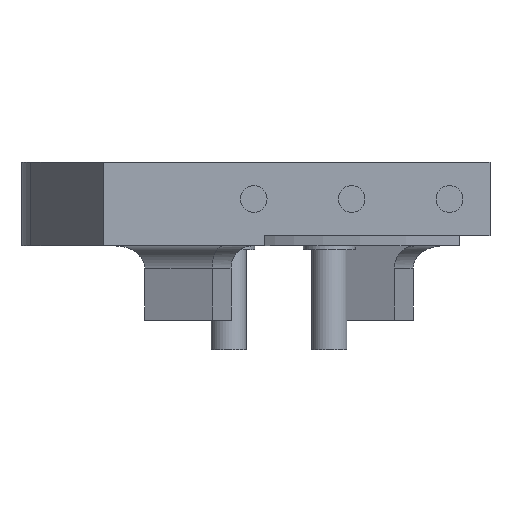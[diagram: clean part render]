
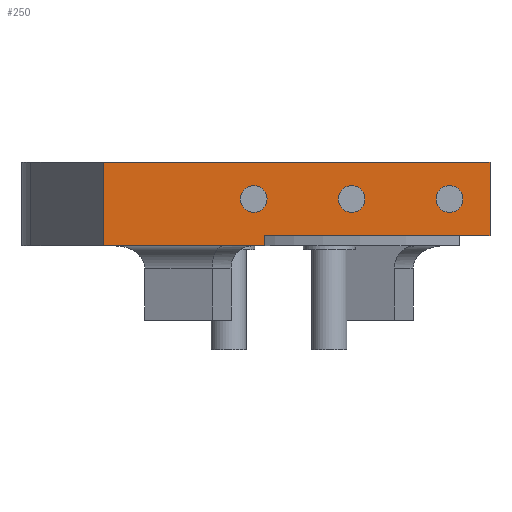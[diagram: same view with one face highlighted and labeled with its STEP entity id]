
A CAD part, front view. The second image highlights one B-rep face of the part: STEP entity #250.
In plain terms, the highlighted planar face has unit normal (0, -1, 0).
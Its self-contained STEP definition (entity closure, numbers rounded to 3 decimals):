
#14 = DIRECTION ( 'NONE',  ( -1., 0., 0. ) ) ;
#17 = ORIENTED_EDGE ( 'NONE', *, *, #262, .F. ) ;
#43 = CIRCLE ( 'NONE', #265, 1.8 ) ;
#154 = VERTEX_POINT ( 'NONE', #2553 ) ;
#173 = LINE ( 'NONE', #2568, #2197 ) ;
#174 = EDGE_CURVE ( 'NONE', #1989, #3679, #1828, .T. ) ;
#175 = CARTESIAN_POINT ( 'NONE',  ( 22.837, 0., 6.325 ) ) ;
#181 = DIRECTION ( 'NONE',  ( 0., 0., -1. ) ) ;
#250 = ADVANCED_FACE ( 'NONE', ( #1529, #4020, #3323, #4414 ), #896, .T. ) ;
#262 = EDGE_CURVE ( 'NONE', #1926, #154, #3430, .T. ) ;
#263 = CARTESIAN_POINT ( 'NONE',  ( -3.523, 0., 6.325 ) ) ;
#265 = AXIS2_PLACEMENT_3D ( 'NONE', #263, #3055, #2301 ) ;
#338 = AXIS2_PLACEMENT_3D ( 'NONE', #1872, #3945, #1190 ) ;
#392 = AXIS2_PLACEMENT_3D ( 'NONE', #175, #2615, #4375 ) ;
#404 = EDGE_LOOP ( 'NONE', ( #3336, #3462 ) ) ;
#480 = CARTESIAN_POINT ( 'NONE',  ( 28.287, 0., 1.35 ) ) ;
#492 = VECTOR ( 'NONE', #2427, 1000. ) ;
#625 = CARTESIAN_POINT ( 'NONE',  ( -1.723, 0., 6.325 ) ) ;
#642 = VECTOR ( 'NONE', #14, 1000. ) ;
#765 = CARTESIAN_POINT ( 'NONE',  ( -23.713, 0., 0. ) ) ;
#766 = EDGE_LOOP ( 'NONE', ( #3140, #2570 ) ) ;
#849 = DIRECTION ( 'NONE',  ( 0., 0., -1. ) ) ;
#867 = DIRECTION ( 'NONE',  ( 0., -1., 0. ) ) ;
#896 = PLANE ( 'NONE',  #3365 ) ;
#938 = VERTEX_POINT ( 'NONE', #3509 ) ;
#1061 = EDGE_CURVE ( 'NONE', #3679, #2438, #1583, .T. ) ;
#1097 = VECTOR ( 'NONE', #849, 1000. ) ;
#1158 = CARTESIAN_POINT ( 'NONE',  ( 28.287, 0., 11.3 ) ) ;
#1190 = DIRECTION ( 'NONE',  ( 1., 0., 0. ) ) ;
#1252 = ORIENTED_EDGE ( 'NONE', *, *, #2800, .F. ) ;
#1445 = VERTEX_POINT ( 'NONE', #1484 ) ;
#1477 = VERTEX_POINT ( 'NONE', #3973 ) ;
#1484 = CARTESIAN_POINT ( 'NONE',  ( 11.457, 0., 6.325 ) ) ;
#1493 = CARTESIAN_POINT ( 'NONE',  ( -2.004, 0., 0. ) ) ;
#1529 = FACE_BOUND ( 'NONE', #3460, .T. ) ;
#1531 = CIRCLE ( 'NONE', #338, 1.8 ) ;
#1583 = LINE ( 'NONE', #2936, #1097 ) ;
#1669 = CIRCLE ( 'NONE', #2566, 1.8 ) ;
#1828 = LINE ( 'NONE', #3182, #642 ) ;
#1872 = CARTESIAN_POINT ( 'NONE',  ( 9.657, 0., 6.325 ) ) ;
#1915 = CARTESIAN_POINT ( 'NONE',  ( 22.837, 0., 6.325 ) ) ;
#1926 = VERTEX_POINT ( 'NONE', #480 ) ;
#1973 = VECTOR ( 'NONE', #4457, 1000. ) ;
#1989 = VERTEX_POINT ( 'NONE', #1158 ) ;
#1990 = CARTESIAN_POINT ( 'NONE',  ( -23.713, 0., 11.3 ) ) ;
#2057 = EDGE_CURVE ( 'NONE', #938, #4420, #43, .T. ) ;
#2120 = EDGE_CURVE ( 'NONE', #154, #2358, #4471, .T. ) ;
#2197 = VECTOR ( 'NONE', #3982, 1000. ) ;
#2204 = EDGE_CURVE ( 'NONE', #2358, #2438, #3487, .T. ) ;
#2223 = CARTESIAN_POINT ( 'NONE',  ( 9.657, 0., 6.325 ) ) ;
#2262 = CARTESIAN_POINT ( 'NONE',  ( 24.637, 0., 6.325 ) ) ;
#2301 = DIRECTION ( 'NONE',  ( 1., 0., 0. ) ) ;
#2343 = EDGE_CURVE ( 'NONE', #1477, #3168, #1669, .T. ) ;
#2358 = VERTEX_POINT ( 'NONE', #1493 ) ;
#2399 = ORIENTED_EDGE ( 'NONE', *, *, #174, .T. ) ;
#2427 = DIRECTION ( 'NONE',  ( -1., 0., 0. ) ) ;
#2438 = VERTEX_POINT ( 'NONE', #765 ) ;
#2447 = EDGE_CURVE ( 'NONE', #3168, #1477, #2649, .T. ) ;
#2542 = DIRECTION ( 'NONE',  ( 1., 0., 0. ) ) ;
#2553 = CARTESIAN_POINT ( 'NONE',  ( -2.004, 0., 1.35 ) ) ;
#2566 = AXIS2_PLACEMENT_3D ( 'NONE', #1915, #2871, #2542 ) ;
#2568 = CARTESIAN_POINT ( 'NONE',  ( 28.287, 0., 11.3 ) ) ;
#2570 = ORIENTED_EDGE ( 'NONE', *, *, #3581, .F. ) ;
#2615 = DIRECTION ( 'NONE',  ( 0., -1., 0. ) ) ;
#2649 = CIRCLE ( 'NONE', #392, 1.8 ) ;
#2675 = EDGE_LOOP ( 'NONE', ( #3409, #3629, #17, #1252, #2399, #3948 ) ) ;
#2682 = VERTEX_POINT ( 'NONE', #3586 ) ;
#2694 = CARTESIAN_POINT ( 'NONE',  ( 0., 0., 1.35 ) ) ;
#2721 = CARTESIAN_POINT ( 'NONE',  ( -3.523, 0., 6.325 ) ) ;
#2800 = EDGE_CURVE ( 'NONE', #1989, #1926, #173, .T. ) ;
#2813 = EDGE_CURVE ( 'NONE', #1445, #2682, #3670, .T. ) ;
#2871 = DIRECTION ( 'NONE',  ( 0., -1., 0. ) ) ;
#2929 = DIRECTION ( 'NONE',  ( 1., 0., 0. ) ) ;
#2936 = CARTESIAN_POINT ( 'NONE',  ( -23.713, 0., 11.3 ) ) ;
#2938 = ORIENTED_EDGE ( 'NONE', *, *, #2447, .F. ) ;
#3055 = DIRECTION ( 'NONE',  ( 0., -1., 0. ) ) ;
#3140 = ORIENTED_EDGE ( 'NONE', *, *, #2813, .F. ) ;
#3149 = AXIS2_PLACEMENT_3D ( 'NONE', #2223, #4347, #3633 ) ;
#3168 = VERTEX_POINT ( 'NONE', #2262 ) ;
#3182 = CARTESIAN_POINT ( 'NONE',  ( 28.287, 0., 11.3 ) ) ;
#3323 = FACE_BOUND ( 'NONE', #404, .T. ) ;
#3336 = ORIENTED_EDGE ( 'NONE', *, *, #4419, .F. ) ;
#3345 = CARTESIAN_POINT ( 'NONE',  ( 28.287, 0., 11.3 ) ) ;
#3365 = AXIS2_PLACEMENT_3D ( 'NONE', #3345, #867, #2929 ) ;
#3380 = AXIS2_PLACEMENT_3D ( 'NONE', #2721, #4109, #3472 ) ;
#3409 = ORIENTED_EDGE ( 'NONE', *, *, #2204, .F. ) ;
#3430 = LINE ( 'NONE', #2694, #1973 ) ;
#3460 = EDGE_LOOP ( 'NONE', ( #2938, #4106 ) ) ;
#3462 = ORIENTED_EDGE ( 'NONE', *, *, #2057, .F. ) ;
#3472 = DIRECTION ( 'NONE',  ( 1., 0., 0. ) ) ;
#3487 = LINE ( 'NONE', #3519, #492 ) ;
#3509 = CARTESIAN_POINT ( 'NONE',  ( -5.323, 0., 6.325 ) ) ;
#3519 = CARTESIAN_POINT ( 'NONE',  ( 28.287, 0., 0. ) ) ;
#3581 = EDGE_CURVE ( 'NONE', #2682, #1445, #1531, .T. ) ;
#3586 = CARTESIAN_POINT ( 'NONE',  ( 7.857, 0., 6.325 ) ) ;
#3629 = ORIENTED_EDGE ( 'NONE', *, *, #2120, .F. ) ;
#3633 = DIRECTION ( 'NONE',  ( 1., 0., 0. ) ) ;
#3670 = CIRCLE ( 'NONE', #3149, 1.8 ) ;
#3675 = CIRCLE ( 'NONE', #3380, 1.8 ) ;
#3679 = VERTEX_POINT ( 'NONE', #1990 ) ;
#3728 = CARTESIAN_POINT ( 'NONE',  ( -2.004, 0., 1.35 ) ) ;
#3945 = DIRECTION ( 'NONE',  ( 0., -1., 0. ) ) ;
#3948 = ORIENTED_EDGE ( 'NONE', *, *, #1061, .T. ) ;
#3973 = CARTESIAN_POINT ( 'NONE',  ( 21.037, 0., 6.325 ) ) ;
#3982 = DIRECTION ( 'NONE',  ( 0., 0., -1. ) ) ;
#4020 = FACE_BOUND ( 'NONE', #766, .T. ) ;
#4101 = VECTOR ( 'NONE', #181, 1000. ) ;
#4106 = ORIENTED_EDGE ( 'NONE', *, *, #2343, .F. ) ;
#4109 = DIRECTION ( 'NONE',  ( 0., -1., 0. ) ) ;
#4347 = DIRECTION ( 'NONE',  ( 0., -1., 0. ) ) ;
#4375 = DIRECTION ( 'NONE',  ( 1., 0., 0. ) ) ;
#4414 = FACE_OUTER_BOUND ( 'NONE', #2675, .T. ) ;
#4419 = EDGE_CURVE ( 'NONE', #4420, #938, #3675, .T. ) ;
#4420 = VERTEX_POINT ( 'NONE', #625 ) ;
#4457 = DIRECTION ( 'NONE',  ( -1., 0., 0. ) ) ;
#4471 = LINE ( 'NONE', #3728, #4101 ) ;
